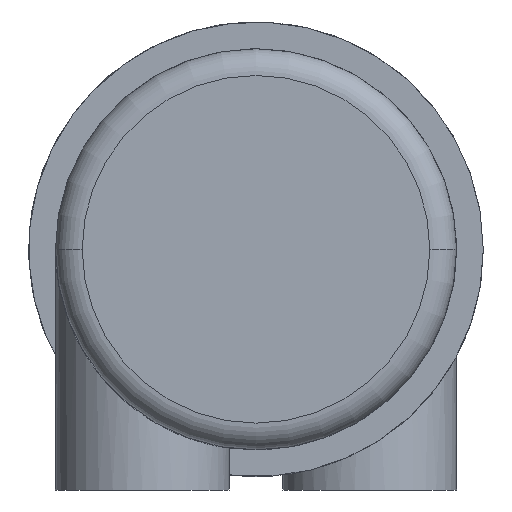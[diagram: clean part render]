
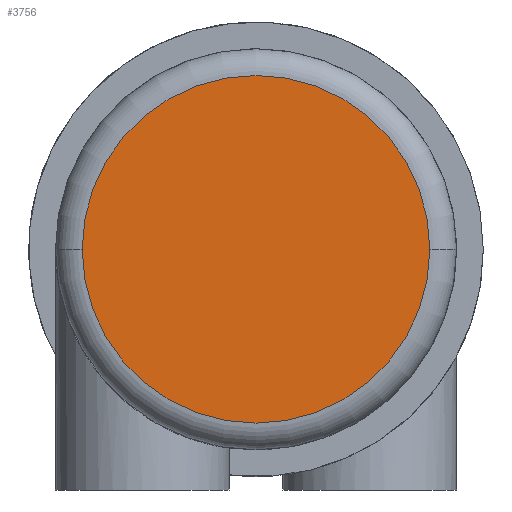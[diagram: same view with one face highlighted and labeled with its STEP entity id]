
A CAD part, front view. The second image highlights one B-rep face of the part: STEP entity #3756.
In plain terms, the highlighted planar face has unit normal (0, -1, 0).
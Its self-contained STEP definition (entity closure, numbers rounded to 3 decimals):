
#3511 = TOROIDAL_SURFACE('',#3512,6.5,1.);
#3512 = AXIS2_PLACEMENT_3D('',#3513,#3514,#3515);
#3513 = CARTESIAN_POINT('',(0.,-24.,0.));
#3514 = DIRECTION('',(0.,1.,0.));
#3515 = DIRECTION('',(-1.,0.,0.));
#3538 = TOROIDAL_SURFACE('',#3539,6.5,1.);
#3539 = AXIS2_PLACEMENT_3D('',#3540,#3541,#3542);
#3540 = CARTESIAN_POINT('',(0.,-24.,0.));
#3541 = DIRECTION('',(0.,1.,0.));
#3542 = DIRECTION('',(1.,0.,0.));
#3595 = VERTEX_POINT('',#3596);
#3596 = CARTESIAN_POINT('',(6.5,-25.,0.));
#3618 = EDGE_CURVE('',#3595,#3619,#3621,.T.);
#3619 = VERTEX_POINT('',#3620);
#3620 = CARTESIAN_POINT('',(-6.5,-25.,0.));
#3621 = SURFACE_CURVE('',#3622,(#3627,#3634),.PCURVE_S1.);
#3622 = CIRCLE('',#3623,6.5);
#3623 = AXIS2_PLACEMENT_3D('',#3624,#3625,#3626);
#3624 = CARTESIAN_POINT('',(0.,-25.,0.));
#3625 = DIRECTION('',(-0.,1.,0.));
#3626 = DIRECTION('',(1.,0.,0.));
#3627 = PCURVE('',#3538,#3628);
#3628 = DEFINITIONAL_REPRESENTATION('',(#3629),#3633);
#3629 = LINE('',#3630,#3631);
#3630 = CARTESIAN_POINT('',(0.,4.712));
#3631 = VECTOR('',#3632,1.);
#3632 = DIRECTION('',(1.,0.));
#3633 = ( GEOMETRIC_REPRESENTATION_CONTEXT(2) 
PARAMETRIC_REPRESENTATION_CONTEXT() REPRESENTATION_CONTEXT('2D SPACE',''
  ) );
#3634 = PCURVE('',#3635,#3640);
#3635 = PLANE('',#3636);
#3636 = AXIS2_PLACEMENT_3D('',#3637,#3638,#3639);
#3637 = CARTESIAN_POINT('',(0.,-25.,0.));
#3638 = DIRECTION('',(0.,1.,0.));
#3639 = DIRECTION('',(0.,0.,1.));
#3640 = DEFINITIONAL_REPRESENTATION('',(#3641),#3645);
#3641 = CIRCLE('',#3642,6.5);
#3642 = AXIS2_PLACEMENT_2D('',#3643,#3644);
#3643 = CARTESIAN_POINT('',(0.,0.));
#3644 = DIRECTION('',(0.,1.));
#3645 = ( GEOMETRIC_REPRESENTATION_CONTEXT(2) 
PARAMETRIC_REPRESENTATION_CONTEXT() REPRESENTATION_CONTEXT('2D SPACE',''
  ) );
#3674 = EDGE_CURVE('',#3619,#3595,#3675,.T.);
#3675 = SURFACE_CURVE('',#3676,(#3681,#3688),.PCURVE_S1.);
#3676 = CIRCLE('',#3677,6.5);
#3677 = AXIS2_PLACEMENT_3D('',#3678,#3679,#3680);
#3678 = CARTESIAN_POINT('',(0.,-25.,0.));
#3679 = DIRECTION('',(0.,1.,-0.));
#3680 = DIRECTION('',(-1.,0.,0.));
#3681 = PCURVE('',#3511,#3682);
#3682 = DEFINITIONAL_REPRESENTATION('',(#3683),#3687);
#3683 = LINE('',#3684,#3685);
#3684 = CARTESIAN_POINT('',(0.,4.712));
#3685 = VECTOR('',#3686,1.);
#3686 = DIRECTION('',(1.,0.));
#3687 = ( GEOMETRIC_REPRESENTATION_CONTEXT(2) 
PARAMETRIC_REPRESENTATION_CONTEXT() REPRESENTATION_CONTEXT('2D SPACE',''
  ) );
#3688 = PCURVE('',#3635,#3689);
#3689 = DEFINITIONAL_REPRESENTATION('',(#3690),#3694);
#3690 = CIRCLE('',#3691,6.5);
#3691 = AXIS2_PLACEMENT_2D('',#3692,#3693);
#3692 = CARTESIAN_POINT('',(0.,0.));
#3693 = DIRECTION('',(-0.,-1.));
#3694 = ( GEOMETRIC_REPRESENTATION_CONTEXT(2) 
PARAMETRIC_REPRESENTATION_CONTEXT() REPRESENTATION_CONTEXT('2D SPACE',''
  ) );
#3756 = ADVANCED_FACE('',(#3757),#3635,.F.);
#3757 = FACE_BOUND('',#3758,.F.);
#3758 = EDGE_LOOP('',(#3759,#3760));
#3759 = ORIENTED_EDGE('',*,*,#3674,.T.);
#3760 = ORIENTED_EDGE('',*,*,#3618,.T.);
